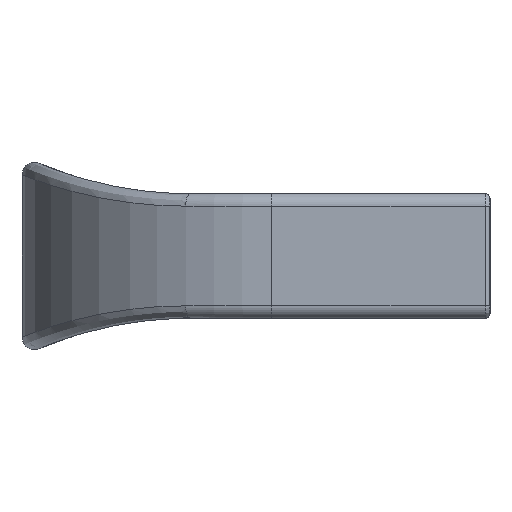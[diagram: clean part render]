
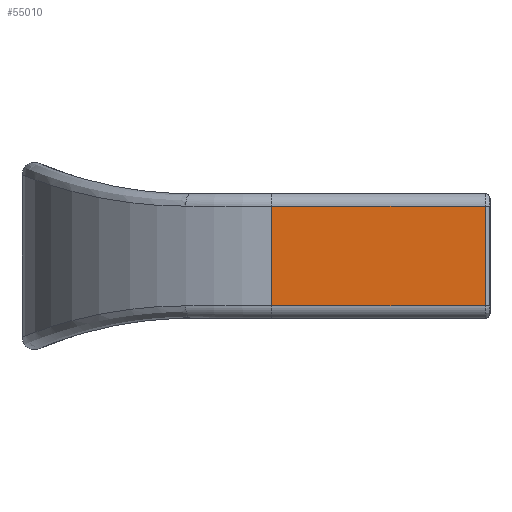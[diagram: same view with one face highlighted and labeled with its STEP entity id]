
A CAD part, left-side view. The second image highlights one B-rep face of the part: STEP entity #55010.
In plain terms, the highlighted planar face has unit normal (-1, 0, 0).
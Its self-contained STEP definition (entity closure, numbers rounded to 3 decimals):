
#52500=CARTESIAN_POINT('',(4.,14.,-0.805));
#52510=VERTEX_POINT('',#52500);
#54640=CARTESIAN_POINT('',(4.,0.,0.));
#54650=DIRECTION('',(1.,0.,0.));
#54660=DIRECTION('',(0.,-1.,0.));
#54670=AXIS2_PLACEMENT_3D('',#54640,#54650,#54660);
#54680=PLANE('',#54670);
#54690=CARTESIAN_POINT('',(4.,0.3,0.));
#54700=DIRECTION('',(0.,0.,-1.));
#54710=VECTOR('',#54700,1.);
#54720=LINE('',#54690,#54710);
#54730=CARTESIAN_POINT('',(4.,0.3,
-0.805));
#54740=VERTEX_POINT('',#54730);
#54750=CARTESIAN_POINT('',(4.,0.3,-7.195));
#54760=VERTEX_POINT('',#54750);
#54770=EDGE_CURVE('',#54740,#54760,#54720,.T.);
#54780=ORIENTED_EDGE('',*,*,#54770,.F.);
#54790=CARTESIAN_POINT('',(4.,0.,-7.195));
#54800=DIRECTION('',(0.,1.,0.));
#54810=VECTOR('',#54800,1.);
#54820=LINE('',#54790,#54810);
#54830=CARTESIAN_POINT('',(4.,14.,-7.195));
#54840=VERTEX_POINT('',#54830);
#54850=EDGE_CURVE('',#54760,#54840,#54820,.T.);
#54860=ORIENTED_EDGE('',*,*,#54850,.F.);
#54870=CARTESIAN_POINT('',(4.,14.,0.));
#54880=DIRECTION('',(0.,0.,1.));
#54890=VECTOR('',#54880,1.);
#54900=LINE('',#54870,#54890);
#54910=EDGE_CURVE('',#54840,#52510,#54900,.T.);
#54920=ORIENTED_EDGE('',*,*,#54910,.F.);
#54930=CARTESIAN_POINT('',(4.,0.,-0.805));
#54940=DIRECTION('',(0.,1.,0.));
#54950=VECTOR('',#54940,1.);
#54960=LINE('',#54930,#54950);
#54970=EDGE_CURVE('',#54740,#52510,#54960,.T.);
#54980=ORIENTED_EDGE('',*,*,#54970,.T.);
#54990=EDGE_LOOP('',(#54980,#54920,#54860,#54780));
#55000=FACE_OUTER_BOUND('',#54990,.T.);
#55010=ADVANCED_FACE('',(#55000),#54680,.F.);
